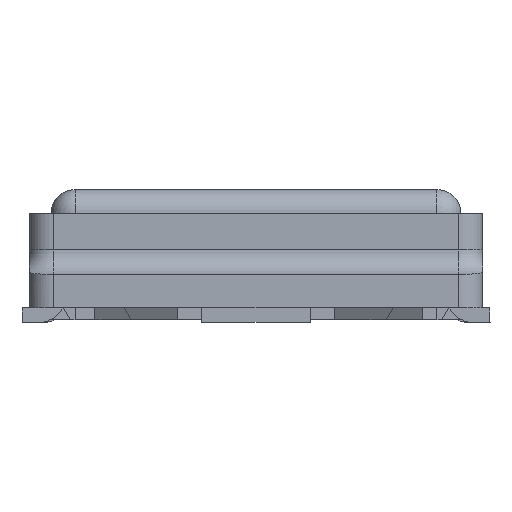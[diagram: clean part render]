
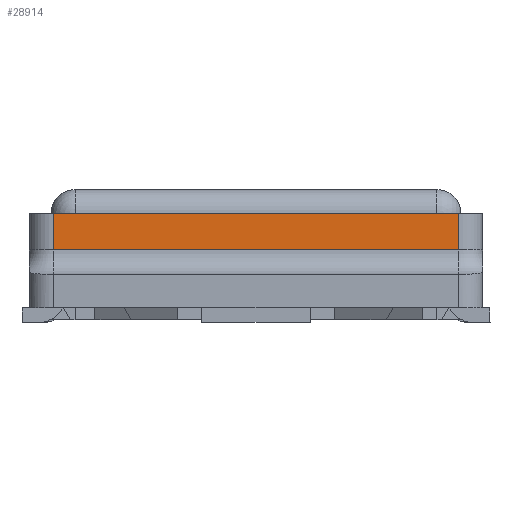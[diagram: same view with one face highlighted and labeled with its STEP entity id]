
A CAD part, left-side view. The second image highlights one B-rep face of the part: STEP entity #28914.
In plain terms, the highlighted planar face has unit normal (-1, 0, 0).
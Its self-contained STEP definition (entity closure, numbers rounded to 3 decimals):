
#3235=DIRECTION('',(0.,0.,1.));
#3236=VECTOR('',#3235,0.15);
#3237=CARTESIAN_POINT('',(-8.135,-0.84,0.29));
#3238=LINE('',#3237,#3236);
#3273=DIRECTION('',(0.,-1.,0.));
#3274=VECTOR('',#3273,1.68);
#3275=CARTESIAN_POINT('',(-8.135,0.84,0.29));
#3276=LINE('',#3275,#3274);
#3291=DIRECTION('',(0.,0.,-1.));
#3292=VECTOR('',#3291,0.15);
#3293=CARTESIAN_POINT('',(-8.135,0.84,0.44));
#3294=LINE('',#3293,#3292);
#3295=DIRECTION('',(0.,-1.,0.));
#3296=VECTOR('',#3295,1.68);
#3297=CARTESIAN_POINT('',(-8.135,0.84,0.44));
#3298=LINE('',#3297,#3296);
#21077=CARTESIAN_POINT('',(-8.135,0.84,0.29));
#21078=VERTEX_POINT('',#21077);
#21079=CARTESIAN_POINT('',(-8.135,-0.84,0.29));
#21080=VERTEX_POINT('',#21079);
#21086=CARTESIAN_POINT('',(-8.135,0.84,0.44));
#21087=VERTEX_POINT('',#21086);
#21561=CARTESIAN_POINT('',(-8.135,-0.84,0.44));
#21562=VERTEX_POINT('',#21561);
#28903=CARTESIAN_POINT('',(-8.135,-0.94,0.44));
#28904=DIRECTION('',(1.,0.,0.));
#28905=DIRECTION('',(0.,1.,0.));
#28906=AXIS2_PLACEMENT_3D('',#28903,#28904,#28905);
#28907=PLANE('',#28906);
#28908=ORIENTED_EDGE('',*,*,#28871,.F.);
#28909=ORIENTED_EDGE('',*,*,#28898,.F.);
#28910=ORIENTED_EDGE('',*,*,#28810,.T.);
#28911=ORIENTED_EDGE('',*,*,#28843,.F.);
#28912=EDGE_LOOP('',(#28908,#28909,#28910,#28911));
#28913=FACE_OUTER_BOUND('',#28912,.F.);
#28914=ADVANCED_FACE('',(#28913),#28907,.F.);
#28810=EDGE_CURVE('',#21087,#21562,#3298,.T.);
#28843=EDGE_CURVE('',#21080,#21562,#3238,.T.);
#28871=EDGE_CURVE('',#21078,#21080,#3276,.T.);
#28898=EDGE_CURVE('',#21087,#21078,#3294,.T.);
